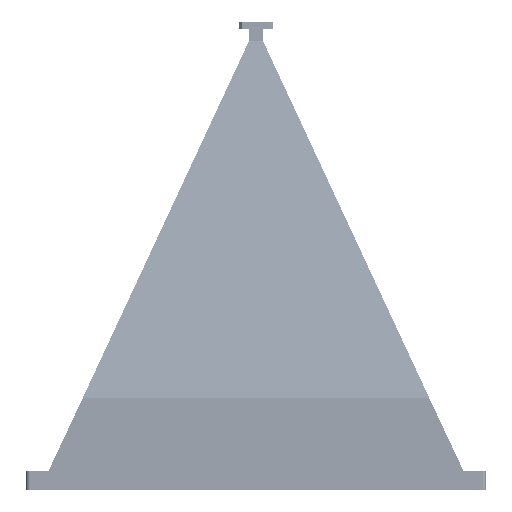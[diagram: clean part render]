
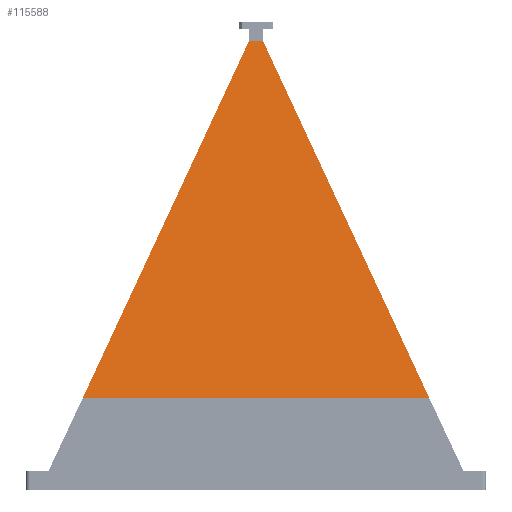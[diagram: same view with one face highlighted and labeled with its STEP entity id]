
A CAD part, left-side view. The second image highlights one B-rep face of the part: STEP entity #115588.
In plain terms, the highlighted planar face has unit normal (-0.982, 0, 0.188).
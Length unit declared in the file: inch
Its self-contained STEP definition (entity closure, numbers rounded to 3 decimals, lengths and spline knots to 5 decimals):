
#201 = CARTESIAN_POINT ( 'NONE',  ( -2.09685, -4.52699, -9.72897 ) ) ;
#2966 = VERTEX_POINT ( 'NONE', #173282 ) ;
#5162 = EDGE_LOOP ( 'NONE', ( #9854, #183470, #197878, #131467 ) ) ;
#7232 = CARTESIAN_POINT ( 'NONE',  ( -2.09685, -4.52699, -9.72897 ) ) ;
#9854 = ORIENTED_EDGE ( 'NONE', *, *, #65664, .T. ) ;
#10951 = VERTEX_POINT ( 'NONE', #106689 ) ;
#11349 = VECTOR ( 'NONE', #45308, 39.37008 ) ;
#37935 = CARTESIAN_POINT ( 'NONE',  ( -0.31, -0.185, -0.405 ) ) ;
#37953 = EDGE_CURVE ( 'NONE', #10951, #94166, #151199, .T. ) ;
#41454 = AXIS2_PLACEMENT_3D ( 'NONE', #205484, #186696, #90913 ) ;
#45308 = DIRECTION ( 'NONE',  ( -0.171, 0.416, -0.893 ) ) ;
#47521 = CARTESIAN_POINT ( 'NONE',  ( -0.31, 0.06167, -0.405 ) ) ;
#54012 = CARTESIAN_POINT ( 'NONE',  ( -2.09685, 1.509, -9.72897 ) ) ;
#65664 = EDGE_CURVE ( 'NONE', #10951, #2966, #149216, .T. ) ;
#80194 = LINE ( 'NONE', #37935, #147853 ) ;
#90913 = DIRECTION ( 'NONE',  ( 0.188, 0., 0.982 ) ) ;
#94166 = VERTEX_POINT ( 'NONE', #197156 ) ;
#106689 = CARTESIAN_POINT ( 'NONE',  ( -0.31, 0.185, -0.405 ) ) ;
#110572 = CARTESIAN_POINT ( 'NONE',  ( -0.31, -0.06167, -0.405 ) ) ;
#115588 = ADVANCED_FACE ( 'NONE', ( #136374 ), #123114, .T. ) ;
#123114 = PLANE ( 'NONE',  #41454 ) ;
#126637 = B_SPLINE_CURVE_WITH_KNOTS ( 'NONE', 3,
 ( #196034, #54012, #198049, #7232 ),
 .UNSPECIFIED., .F., .F.,
 ( 4, 4 ),
 ( 0., 1. ),
 .UNSPECIFIED. ) ;
#127335 = CARTESIAN_POINT ( 'NONE',  ( -0.31, -0.185, -0.405 ) ) ;
#131467 = ORIENTED_EDGE ( 'NONE', *, *, #37953, .F. ) ;
#136374 = FACE_OUTER_BOUND ( 'NONE', #5162, .T. ) ;
#142023 = CARTESIAN_POINT ( 'NONE',  ( -0.31, 0.185, -0.405 ) ) ;
#147853 = VECTOR ( 'NONE', #182715, 39.37008 ) ;
#149216 = LINE ( 'NONE', #172674, #11349 ) ;
#151199 = B_SPLINE_CURVE_WITH_KNOTS ( 'NONE', 3,
 ( #142023, #47521, #110572, #127335 ),
 .UNSPECIFIED., .F., .F.,
 ( 4, 4 ),
 ( 0., 1. ),
 .UNSPECIFIED. ) ;
#166068 = VERTEX_POINT ( 'NONE', #201 ) ;
#172674 = CARTESIAN_POINT ( 'NONE',  ( -0.31, 0.185, -0.405 ) ) ;
#173282 = CARTESIAN_POINT ( 'NONE',  ( -2.09685, 4.52699, -9.72897 ) ) ;
#182715 = DIRECTION ( 'NONE',  ( -0.171, -0.416, -0.893 ) ) ;
#183470 = ORIENTED_EDGE ( 'NONE', *, *, #187016, .T. ) ;
#186696 = DIRECTION ( 'NONE',  ( -0.982, 0., 0.188 ) ) ;
#186964 = EDGE_CURVE ( 'NONE', #94166, #166068, #80194, .T. ) ;
#187016 = EDGE_CURVE ( 'NONE', #2966, #166068, #126637, .T. ) ;
#196034 = CARTESIAN_POINT ( 'NONE',  ( -2.09685, 4.52699, -9.72897 ) ) ;
#197156 = CARTESIAN_POINT ( 'NONE',  ( -0.31, -0.185, -0.405 ) ) ;
#197878 = ORIENTED_EDGE ( 'NONE', *, *, #186964, .F. ) ;
#198049 = CARTESIAN_POINT ( 'NONE',  ( -2.09685, -1.509, -9.72897 ) ) ;
#205484 = CARTESIAN_POINT ( 'NONE',  ( -0.22415, 0., 0.04296 ) ) ;
